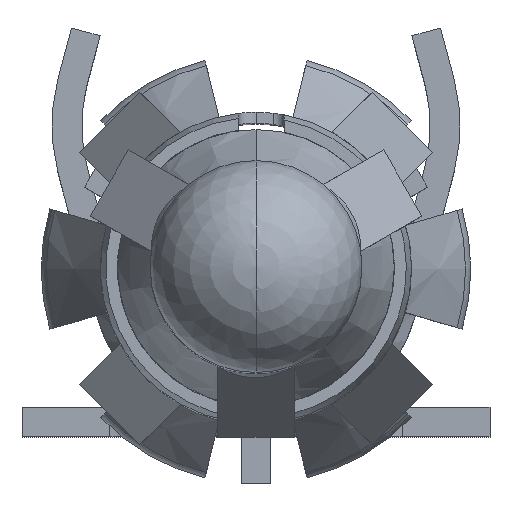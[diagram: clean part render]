
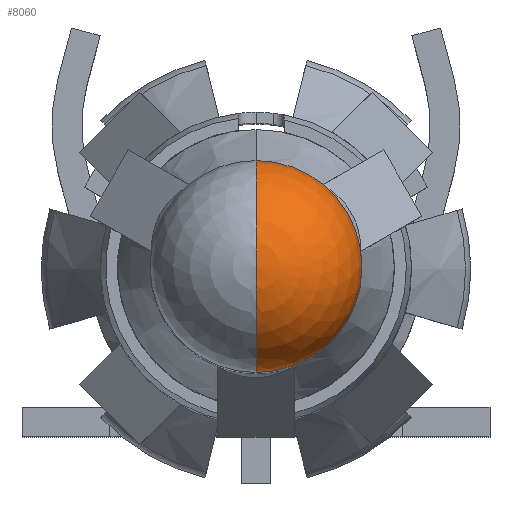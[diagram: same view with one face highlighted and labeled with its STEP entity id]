
A CAD part, top view. The second image highlights one B-rep face of the part: STEP entity #8060.
In plain terms, the highlighted spherical face has radius 1.245 mm.
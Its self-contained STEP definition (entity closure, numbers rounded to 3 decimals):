
#3059=CARTESIAN_POINT('',(0.,0.,-1.245));
#3060=DIRECTION('',(1.,0.,0.));
#3061=DIRECTION('',(0.,1.,0.));
#3062=AXIS2_PLACEMENT_3D('',#3059,#3060,#3061);
#3064=CARTESIAN_POINT('',(0.,0.,-1.245));
#3065=DIRECTION('',(0.,0.,-1.));
#3066=DIRECTION('',(0.,1.,0.));
#3067=AXIS2_PLACEMENT_3D('',#3064,#3065,#3066);
#3069=CARTESIAN_POINT('',(0.,0.,-1.245));
#3070=DIRECTION('',(-1.,0.,0.));
#3071=DIRECTION('',(0.,-1.,0.));
#3072=AXIS2_PLACEMENT_3D('',#3069,#3070,#3071);
#3841=CARTESIAN_POINT('',(0.,1.245,-1.245));
#3842=VERTEX_POINT('',#3841);
#3843=CARTESIAN_POINT('',(0.,0.,0.));
#3844=VERTEX_POINT('',#3843);
#3846=CARTESIAN_POINT('',(0.,-1.245,-1.245));
#3848=VERTEX_POINT('',#3846);
#8048=CARTESIAN_POINT('',(0.,0.,-1.245));
#8049=DIRECTION('',(0.,0.,1.));
#8050=DIRECTION('',(0.,1.,0.));
#8051=AXIS2_PLACEMENT_3D('',#8048,#8049,#8050);
#8052=SPHERICAL_SURFACE('',#8051,1.245);
#8054=ORIENTED_EDGE('',*,*,#8053,.F.);
#8055=ORIENTED_EDGE('',*,*,#7943,.T.);
#8057=ORIENTED_EDGE('',*,*,#8056,.T.);
#8058=EDGE_LOOP('',(#8054,#8055,#8057));
#8059=FACE_OUTER_BOUND('',#8058,.F.);
#8060=ADVANCED_FACE('',(#8059),#8052,.T.);
#3063=CIRCLE('',#3062,1.245);
#3068=CIRCLE('',#3067,1.245);
#3073=CIRCLE('',#3072,1.245);
#7943=EDGE_CURVE('',#3842,#3848,#3068,.T.);
#8053=EDGE_CURVE('',#3842,#3844,#3063,.T.);
#8056=EDGE_CURVE('',#3848,#3844,#3073,.T.);
